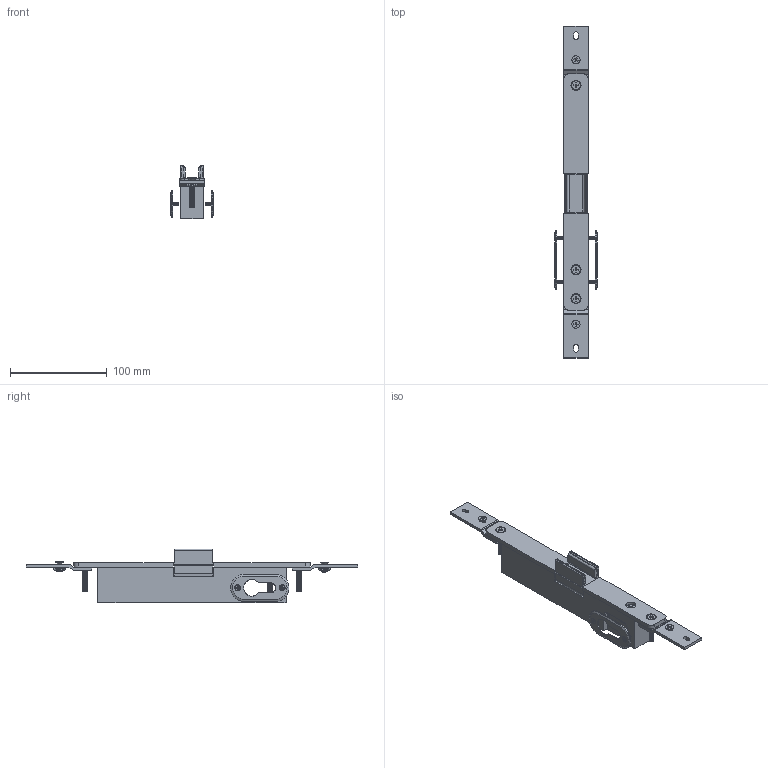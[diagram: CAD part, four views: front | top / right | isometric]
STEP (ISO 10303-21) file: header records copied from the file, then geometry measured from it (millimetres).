
FILE_DESCRIPTION (( 'STEP AP214' ), '1' );
FILE_NAME ('GDES400.step', '2021-07-29T14:18:24', ( '' ), ( '' ), 'SwSTEP 2.0', 'SolidWorks 2020', '' );
FILE_SCHEMA (( 'AUTOMOTIVE_DESIGN' ));
Length unit declared in the file: millimetre
Products named in the file (25): ENTRETOISE 0.3-6; ENJOLIVEUR CYLINDRE-1; Group2; ISO 7046-1 - M3 x 8 - Z --- 8S-4; ISO 7046-1 - M4 x 10 - Z --- 10S-3; CALE CYLINDRE-1; GDES400; ENTRETOISE 0.3-2; INSERT M4-1; GDES400-1; ENJOLIVEUR CYLINDRE-2; ISO 7046-1 - M3 x 8 - Z --- 8S-6; ENTRETOISE 0.3-5; ISO 7046-1 - M5 x 30 - Z --- 30S-2; ISO 7046-1 - M5 x 30 - Z --- 30S-1; ISO 7046-1 - M3 x 8 - Z --- 8S-5; AILETTE-1; ISO 7046-1 - M5 x 30 - Z --- 30S-3; ENTRETOISE 0.3-1; INSERT M4-2; ENTRETOISE 0.3-4; ENTRETOISE 0.3-3; ISO 7046-1 - M3 x 8 - Z --- 8S-3; AILETTE-2; ISO 7046-1 - M4 x 10 - Z --- 10S-2
Assembly tree (24 placements, depth 2):
  GDES400
    Group2
    ENJOLIVEUR CYLINDRE-2
    ISO 7046-1 - M4 x 10 - Z --- 10S-2
    ISO 7046-1 - M4 x 10 - Z --- 10S-3
    INSERT M4-2
    ISO 7046-1 - M3 x 8 - Z --- 8S-3
    ENJOLIVEUR CYLINDRE-1
    INSERT M4-1
    ISO 7046-1 - M3 x 8 - Z --- 8S-4
    ISO 7046-1 - M3 x 8 - Z --- 8S-5
    ISO 7046-1 - M3 x 8 - Z --- 8S-6
    ENTRETOISE 0.3-1
    GDES400-1
    AILETTE-2
    ENTRETOISE 0.3-2
    AILETTE-1
    ENTRETOISE 0.3-4
    ENTRETOISE 0.3-5
    ENTRETOISE 0.3-6
    CALE CYLINDRE-1
    ISO 7046-1 - M5 x 30 - Z --- 30S-1
    ISO 7046-1 - M5 x 30 - Z --- 30S-2
    ISO 7046-1 - M5 x 30 - Z --- 30S-3
    ENTRETOISE 0.3-3
Bounding box: 44 x 344 x 55.45 mm (x, y, z)
Volume: 190795.9 mm3; surface area: 65680.8 mm2
Topology: 24 solids, 24 shells, 1720 faces, 4446 edges, 2771 vertices
Faces by surface type: cone 828, cylinder 501, plane 365, torus 18, sphere 8
Entity records: 54350 total; most frequent: DIRECTION 10124, CARTESIAN_POINT 9294, ORIENTED_EDGE 8856, EDGE_CURVE 4428, AXIS2_PLACEMENT_3D 4065, VERTEX_POINT 2771, CIRCLE 2318, VECTOR 1994
